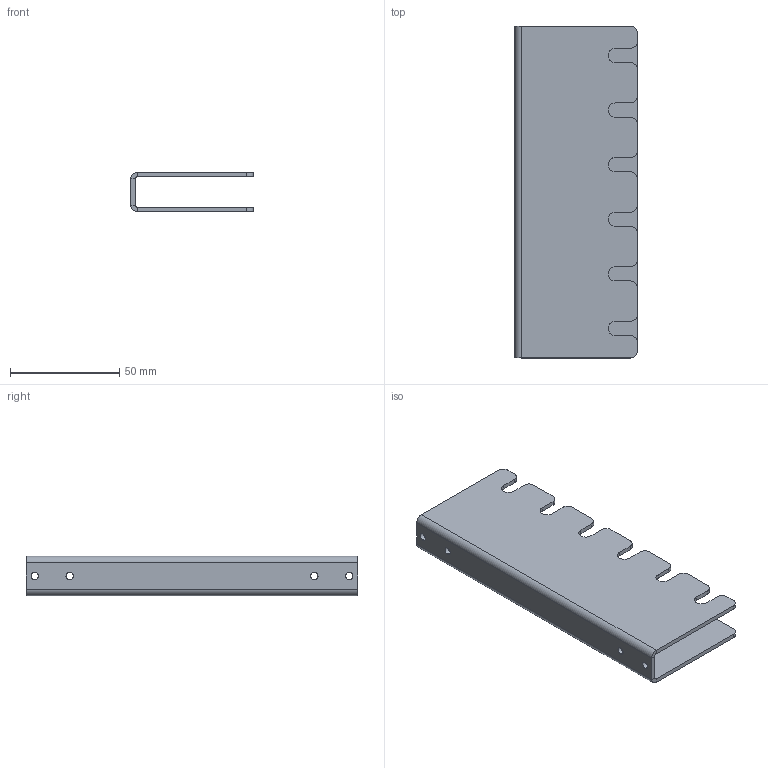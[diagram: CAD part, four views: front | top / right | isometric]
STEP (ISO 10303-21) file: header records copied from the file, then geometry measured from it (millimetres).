
FILE_DESCRIPTION (( 'STEP AP214' ), '1' );
FILE_NAME ('MS001-C.08.00JS.1.1-MS001-C酗杶芠嘐隅鍼踢2.step', '2022-03-07T06:32:19', ( 'Admin' ), ( '' ), 'SwSTEP 2.0', 'SolidWorks 2016', '' );
FILE_SCHEMA (( 'AUTOMOTIVE_DESIGN' ));
Length unit declared in the file: millimetre
Products named in the file (1): MS001-C.08.00JS.1.1-MS001-C酗杶芠嘐隅鍼踢2
Bounding box: 56 x 152 x 18 mm (x, y, z)
Volume: 36668.6 mm3; surface area: 38102.5 mm2
Topology: 1 solids, 1 shells, 70 faces, 188 edges, 120 vertices
Faces by surface type: plane 36, cylinder 34
Entity records: 2242 total; most frequent: DIRECTION 398, CARTESIAN_POINT 379, ORIENTED_EDGE 376, EDGE_CURVE 188, AXIS2_PLACEMENT_3D 139, LINE 120, VERTEX_POINT 120, VECTOR 120
